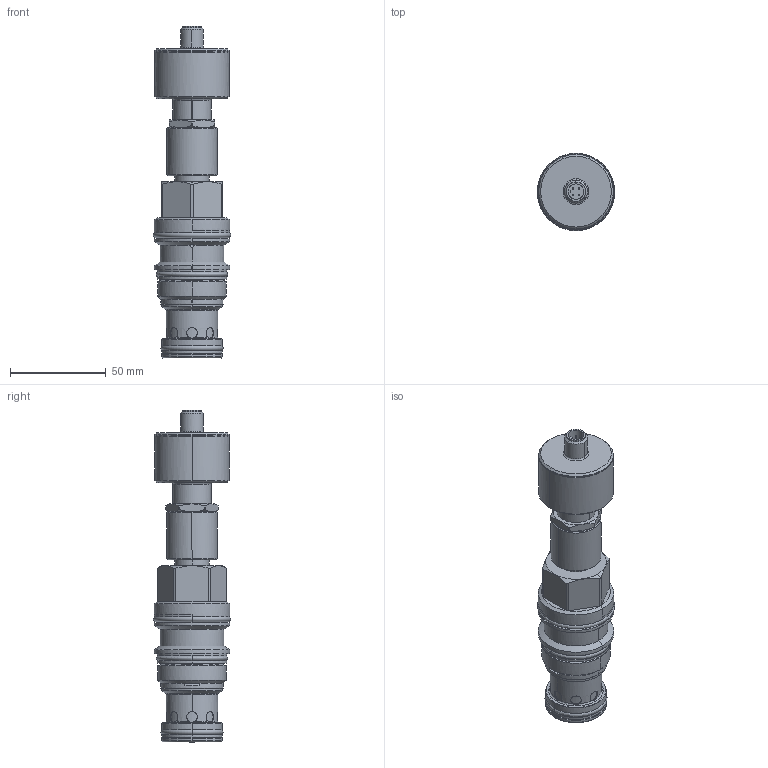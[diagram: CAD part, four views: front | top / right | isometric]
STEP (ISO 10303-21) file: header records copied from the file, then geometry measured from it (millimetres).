
FILE_DESCRIPTION((''),'2;1');
FILE_NAME('LOGCZDN_SW_PRT','2020-04-21T',('charlief'),(''),'PRO/ENGINEER BY PARAMETRIC TECHNOLOGY CORPORATION, 2016010','PRO/ENGINEER BY PARAMETRIC TECHNOLOGY CORPORATION, 2016010','');
FILE_SCHEMA(('CONFIG_CONTROL_DESIGN'));
Products named in the file (1): LOGCZDN_SW_PRT
Bounding box: 40.36 x 40.36 x 173.43 mm (x, y, z)
Surface area: 32169.9 mm2 (no closed solid volume)
Topology: 0 solids, 0 shells, 296 faces, 1384 edges, 1370 vertices
Faces by surface type: bspline 267, torus 29
Entity records: 46268 total; most frequent: CARTESIAN_POINT 34331, DIRECTION 1872, TRIMMED_CURVE 1482, DEFINITIONAL_REPRESENTATION 1356, PCURVE 1356, COMPOSITE_CURVE_SEGMENT 1356, VECTOR 1150, LINE 1150
